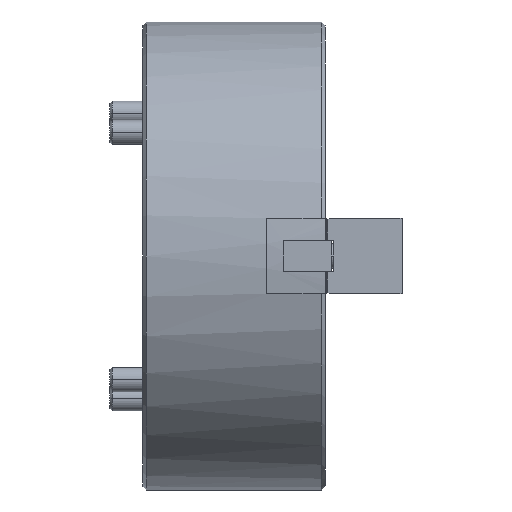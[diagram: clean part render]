
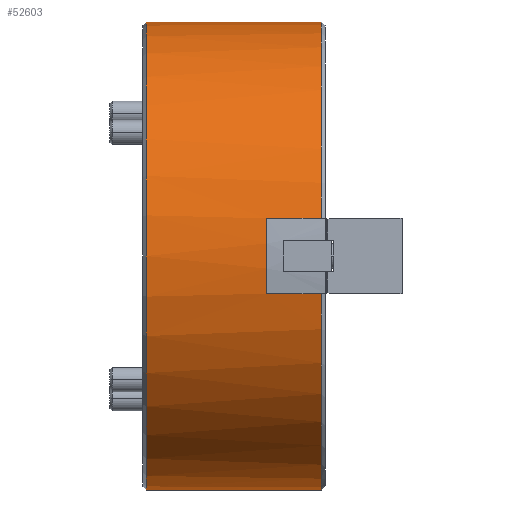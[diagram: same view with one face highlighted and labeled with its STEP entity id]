
A CAD part, front view. The second image highlights one B-rep face of the part: STEP entity #52603.
In plain terms, the highlighted cylindrical face has radius 192.5 mm (diameter 385 mm), a partial arc.
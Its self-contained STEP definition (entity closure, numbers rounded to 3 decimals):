
#506 = AXIS2_PLACEMENT_3D ( 'NONE', #3026, #36083, #7722 ) ;
#507 = ORIENTED_EDGE ( 'NONE', *, *, #59412, .T. ) ;
#3026 = CARTESIAN_POINT ( 'NONE',  ( -48., 0., 0. ) ) ;
#4167 = CARTESIAN_POINT ( 'NONE',  ( -48., -189.987, 31. ) ) ;
#4670 = VERTEX_POINT ( 'NONE', #9516 ) ;
#5498 = EDGE_LOOP ( 'NONE', ( #13409, #10032, #35028, #57445, #57893, #18248, #42395, #507 ) ) ;
#6000 = LINE ( 'NONE', #14437, #29645 ) ;
#7722 = DIRECTION ( 'NONE',  ( 0., 0., -1. ) ) ;
#8719 = DIRECTION ( 'NONE',  ( -1., 0., 0. ) ) ;
#9516 = CARTESIAN_POINT ( 'NONE',  ( -147., 0., -192.5 ) ) ;
#10032 = ORIENTED_EDGE ( 'NONE', *, *, #13266, .T. ) ;
#10215 = AXIS2_PLACEMENT_3D ( 'NONE', #27049, #46607, #23726 ) ;
#10647 = CYLINDRICAL_SURFACE ( 'NONE', #11800, 192.5 ) ;
#11788 = LINE ( 'NONE', #43947, #36954 ) ;
#11800 = AXIS2_PLACEMENT_3D ( 'NONE', #55698, #27251, #46197 ) ;
#11802 = VERTEX_POINT ( 'NONE', #4167 ) ;
#11808 = CARTESIAN_POINT ( 'NONE',  ( -3., 0., 192.5 ) ) ;
#13266 = EDGE_CURVE ( 'NONE', #18573, #4670, #22257, .T. ) ;
#13409 = ORIENTED_EDGE ( 'NONE', *, *, #51676, .F. ) ;
#14437 = CARTESIAN_POINT ( 'NONE',  ( 0., 0., -192.5 ) ) ;
#14537 = CARTESIAN_POINT ( 'NONE',  ( 0., 0., 192.5 ) ) ;
#15781 = CARTESIAN_POINT ( 'NONE',  ( 0., -189.987, -31. ) ) ;
#16828 = CARTESIAN_POINT ( 'NONE',  ( -3., 0., 0. ) ) ;
#17257 = EDGE_CURVE ( 'NONE', #40242, #56667, #22905, .T. ) ;
#17554 = EDGE_CURVE ( 'NONE', #4670, #54568, #6000, .T. ) ;
#18134 = LINE ( 'NONE', #14537, #41919 ) ;
#18248 = ORIENTED_EDGE ( 'NONE', *, *, #56108, .T. ) ;
#18573 = VERTEX_POINT ( 'NONE', #56446 ) ;
#19202 = DIRECTION ( 'NONE',  ( 1., 0., 0. ) ) ;
#21609 = DIRECTION ( 'NONE',  ( 0., 0., -1. ) ) ;
#22257 = CIRCLE ( 'NONE', #10215, 192.5 ) ;
#22905 = LINE ( 'NONE', #15781, #57812 ) ;
#23412 = CARTESIAN_POINT ( 'NONE',  ( -3., 0., -192.5 ) ) ;
#23726 = DIRECTION ( 'NONE',  ( 0., 0., 1. ) ) ;
#23810 = CIRCLE ( 'NONE', #48406, 192.5 ) ;
#25028 = DIRECTION ( 'NONE',  ( 1., 0., 0. ) ) ;
#27049 = CARTESIAN_POINT ( 'NONE',  ( -147., 0., 0. ) ) ;
#27251 = DIRECTION ( 'NONE',  ( 1., 0., 0. ) ) ;
#29272 = DIRECTION ( 'NONE',  ( -1., 0., 0. ) ) ;
#29645 = VECTOR ( 'NONE', #19202, 1000. ) ;
#33527 = AXIS2_PLACEMENT_3D ( 'NONE', #16828, #50095, #21609 ) ;
#33530 = CIRCLE ( 'NONE', #33527, 192.5 ) ;
#35028 = ORIENTED_EDGE ( 'NONE', *, *, #17554, .T. ) ;
#36083 = DIRECTION ( 'NONE',  ( -1., 0., 0. ) ) ;
#36954 = VECTOR ( 'NONE', #25028, 1000. ) ;
#37092 = CARTESIAN_POINT ( 'NONE',  ( -3., 0., 0. ) ) ;
#37965 = CARTESIAN_POINT ( 'NONE',  ( -3., -189.987, 31. ) ) ;
#40242 = VERTEX_POINT ( 'NONE', #52506 ) ;
#41879 = DIRECTION ( 'NONE',  ( 0., 0., -1. ) ) ;
#41919 = VECTOR ( 'NONE', #52565, 1000. ) ;
#42395 = ORIENTED_EDGE ( 'NONE', *, *, #46658, .T. ) ;
#43947 = CARTESIAN_POINT ( 'NONE',  ( 0., -189.987, 31. ) ) ;
#46045 = CARTESIAN_POINT ( 'NONE',  ( -48., -189.987, -31. ) ) ;
#46197 = DIRECTION ( 'NONE',  ( 0., 0., -1. ) ) ;
#46607 = DIRECTION ( 'NONE',  ( 1., 0., 0. ) ) ;
#46658 = EDGE_CURVE ( 'NONE', #11802, #61338, #11788, .T. ) ;
#46781 = VERTEX_POINT ( 'NONE', #11808 ) ;
#48406 = AXIS2_PLACEMENT_3D ( 'NONE', #37092, #8719, #41879 ) ;
#48516 = FACE_OUTER_BOUND ( 'NONE', #5498, .T. ) ;
#50095 = DIRECTION ( 'NONE',  ( -1., 0., 0. ) ) ;
#51676 = EDGE_CURVE ( 'NONE', #18573, #46781, #18134, .T. ) ;
#52506 = CARTESIAN_POINT ( 'NONE',  ( -3., -189.987, -31. ) ) ;
#52565 = DIRECTION ( 'NONE',  ( 1., 0., 0. ) ) ;
#52603 = ADVANCED_FACE ( 'NONE', ( #48516 ), #10647, .T. ) ;
#53654 = EDGE_CURVE ( 'NONE', #54568, #40242, #23810, .T. ) ;
#54568 = VERTEX_POINT ( 'NONE', #23412 ) ;
#55522 = CIRCLE ( 'NONE', #506, 192.5 ) ;
#55698 = CARTESIAN_POINT ( 'NONE',  ( 0., 0., 0. ) ) ;
#56108 = EDGE_CURVE ( 'NONE', #56667, #11802, #55522, .T. ) ;
#56446 = CARTESIAN_POINT ( 'NONE',  ( -147., 0., 192.5 ) ) ;
#56667 = VERTEX_POINT ( 'NONE', #46045 ) ;
#57445 = ORIENTED_EDGE ( 'NONE', *, *, #53654, .T. ) ;
#57812 = VECTOR ( 'NONE', #29272, 1000. ) ;
#57893 = ORIENTED_EDGE ( 'NONE', *, *, #17257, .T. ) ;
#59412 = EDGE_CURVE ( 'NONE', #61338, #46781, #33530, .T. ) ;
#61338 = VERTEX_POINT ( 'NONE', #37965 ) ;
